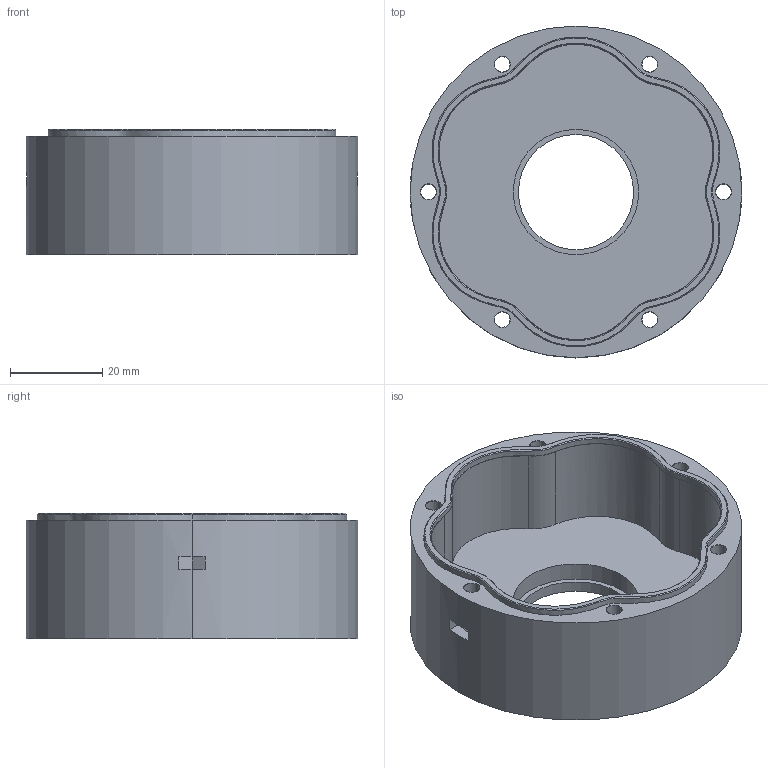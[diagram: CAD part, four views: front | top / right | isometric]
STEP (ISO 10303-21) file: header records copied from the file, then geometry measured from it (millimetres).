
FILE_DESCRIPTION (( 'STEP AP214' ), '1' );
FILE_NAME ('cycloid_housing.STEP', '2025-03-31T14:03:37', ( '' ), ( '' ), 'SwSTEP 2.0', 'SolidWorks 2025', '' );
FILE_SCHEMA (( 'AUTOMOTIVE_DESIGN' ));
Length unit declared in the file: millimetre
Products named in the file (1): cycloid_housing_default
Bounding box: 72 x 72 x 27.3 mm (x, y, z)
Volume: 44289.4 mm3; surface area: 19625.6 mm2
Topology: 1 solids, 1 shells, 73 faces, 185 edges, 118 vertices
Faces by surface type: cylinder 29, plane 18, bspline 14, cone 12
Entity records: 10768 total; most frequent: CARTESIAN_POINT 8975, ORIENTED_EDGE 370, DIRECTION 355, EDGE_CURVE 185, AXIS2_PLACEMENT_3D 138, VERTEX_POINT 118, EDGE_LOOP 95, VECTOR 79
